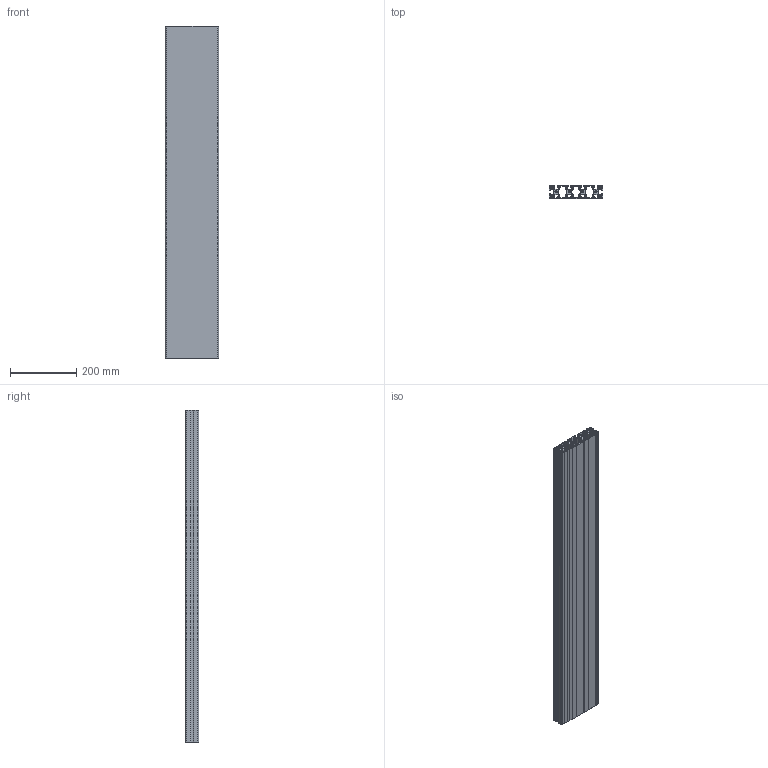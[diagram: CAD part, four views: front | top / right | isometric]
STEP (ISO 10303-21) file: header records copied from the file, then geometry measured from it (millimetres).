
FILE_DESCRIPTION(/* description */ (''),/* implementation_level */ '2;1');
FILE_NAME(/* name */ '10120_KriTec_Profil_8_160x40_4N_leicht.stp',/* time_stamp */ '2014-08-29T16:02:29+02:00',/* author */ ('kostic'),/* organization */ (''),/* preprocessor_version */ 'ST-DEVELOPER v15.2',/* originating_system */ 'Autodesk Inventor 2014',/* authorisation */ '');
FILE_SCHEMA (('AUTOMOTIVE_DESIGN { 1 0 10303 214 3 1 1 }'));
Length unit declared in the file: millimetre
Products named in the file (1): 10120_KriTec_Profil_8_160x40_4N_leicht
Bounding box: 160 x 40 x 1000 mm (x, y, z)
Volume: 2195686.8 mm3; surface area: 1420538.8 mm2
Topology: 1 solids, 1 shells, 390 faces, 1164 edges, 776 vertices
Faces by surface type: cylinder 200, plane 190
Full cylindrical faces by diameter (mm): 6.8 x4
Entity records: 13289 total; most frequent: DIRECTION 2342, CARTESIAN_POINT 2327, ORIENTED_EDGE 2320, EDGE_CURVE 1160, AXIS2_PLACEMENT_3D 791, VERTEX_POINT 776, LINE 760, VECTOR 760
